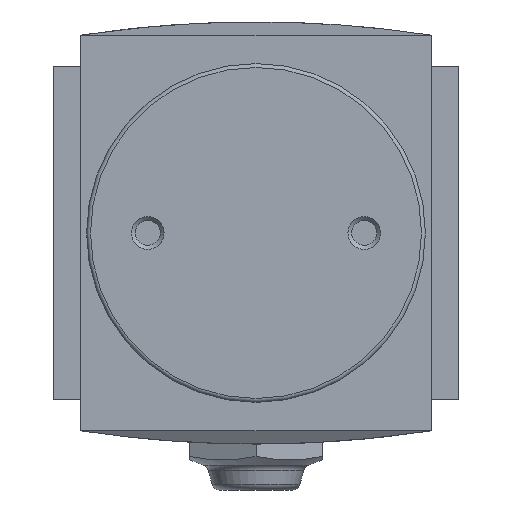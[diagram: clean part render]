
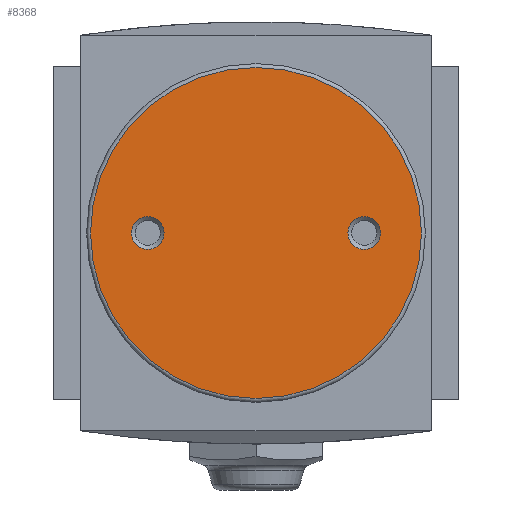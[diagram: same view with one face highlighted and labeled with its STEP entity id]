
A CAD part, front view. The second image highlights one B-rep face of the part: STEP entity #8368.
In plain terms, the highlighted planar face has unit normal (0, -1, 0).
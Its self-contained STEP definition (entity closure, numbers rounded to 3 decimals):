
#1333=PLANE('',#8965);
#2864=ORIENTED_EDGE('',*,*,#3805,.F.);
#2865=ORIENTED_EDGE('',*,*,#3804,.T.);
#2866=ORIENTED_EDGE('',*,*,#3806,.F.);
#3804=EDGE_CURVE('',#4396,#4396,#4665,.T.);
#3805=EDGE_CURVE('',#4397,#4397,#4666,.F.);
#3806=EDGE_CURVE('',#4398,#4398,#4667,.T.);
#4396=VERTEX_POINT('',#12429);
#4397=VERTEX_POINT('',#12432);
#4398=VERTEX_POINT('',#12434);
#4665=CIRCLE('',#8964,21.25);
#4666=CIRCLE('',#8966,2.1);
#4667=CIRCLE('',#8967,2.1);
#5043=EDGE_LOOP('',(#2864));
#5044=EDGE_LOOP('',(#2865));
#5045=EDGE_LOOP('',(#2866));
#5472=FACE_BOUND('',#5043,.T.);
#5473=FACE_BOUND('',#5044,.T.);
#5474=FACE_BOUND('',#5045,.T.);
#8368=ADVANCED_FACE('',(#5472,#5473,#5474),#1333,.F.);
#8964=AXIS2_PLACEMENT_3D('',#12428,#10628,#10629);
#8965=AXIS2_PLACEMENT_3D('',#12430,#10630,#10631);
#8966=AXIS2_PLACEMENT_3D('',#12431,#10632,#10633);
#8967=AXIS2_PLACEMENT_3D('',#12433,#10634,#10635);
#10628=DIRECTION('',(0.,-1.,0.));
#10629=DIRECTION('',(0.,0.,-1.));
#10630=DIRECTION('',(0.,1.,0.));
#10631=DIRECTION('',(0.,0.,1.));
#10632=DIRECTION('',(0.,1.,0.));
#10633=DIRECTION('',(0.,0.,1.));
#10634=DIRECTION('',(0.,-1.,0.));
#10635=DIRECTION('',(0.,0.,-1.));
#12428=CARTESIAN_POINT('',(0.,-33.,0.));
#12429=CARTESIAN_POINT('',(0.,-33.,-21.25));
#12430=CARTESIAN_POINT('',(21.25,-33.,0.));
#12431=CARTESIAN_POINT('',(13.9,-33.,0.));
#12432=CARTESIAN_POINT('',(13.9,-33.,2.1));
#12433=CARTESIAN_POINT('',(-13.9,-33.,0.));
#12434=CARTESIAN_POINT('',(-13.9,-33.,-2.1));
